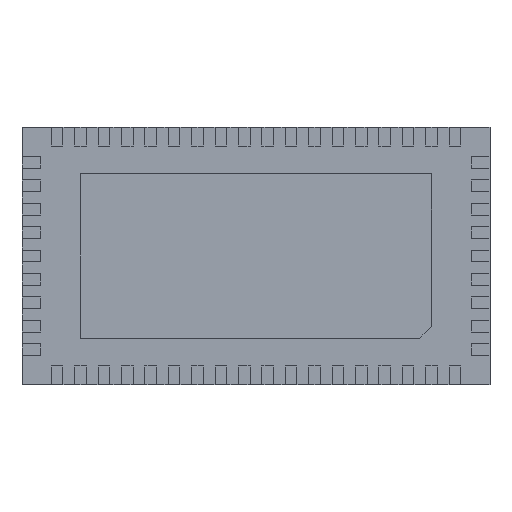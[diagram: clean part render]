
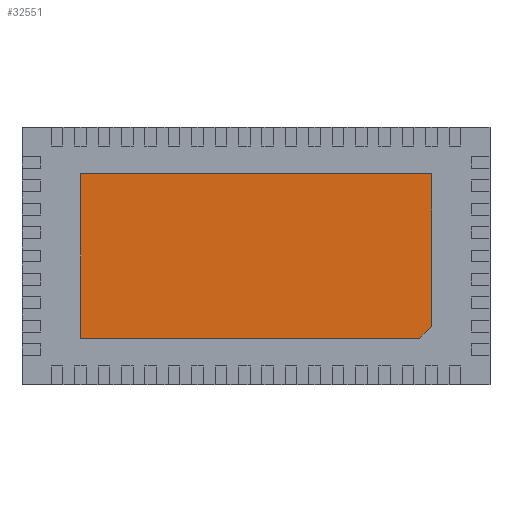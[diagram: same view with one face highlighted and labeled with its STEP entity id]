
A CAD part, front view. The second image highlights one B-rep face of the part: STEP entity #32551.
In plain terms, the highlighted planar face has unit normal (0, -1, 0).
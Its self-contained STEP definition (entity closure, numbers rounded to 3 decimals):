
#32290=DIRECTION('',(0.,0.,-1.));
#32291=VECTOR('',#32290,3.51);
#32292=CARTESIAN_POINT('',(-3.75,0.,1.755));
#32293=LINE('',#32292,#32291);
#32297=DIRECTION('',(-1.,0.,0.));
#32298=VECTOR('',#32297,7.5);
#32299=CARTESIAN_POINT('',(3.75,0.,1.755));
#32300=LINE('',#32299,#32298);
#32304=DIRECTION('',(0.,0.,1.));
#32305=VECTOR('',#32304,3.26);
#32306=CARTESIAN_POINT('',(3.75,0.,-1.505));
#32307=LINE('',#32306,#32305);
#32311=DIRECTION('',(-0.707,0.,-0.707));
#32312=VECTOR('',#32311,0.354);
#32313=CARTESIAN_POINT('',(3.75,0.,-1.505));
#32314=LINE('',#32313,#32312);
#32318=DIRECTION('',(-1.,0.,0.));
#32319=VECTOR('',#32318,7.25);
#32320=CARTESIAN_POINT('',(3.5,0.,-1.755));
#32321=LINE('',#32320,#32319);
#32446=CARTESIAN_POINT('',(-3.75,0.,1.755));
#32447=CARTESIAN_POINT('',(-3.75,0.,-1.755));
#32448=VERTEX_POINT('',#32446);
#32449=VERTEX_POINT('',#32447);
#32450=CARTESIAN_POINT('',(3.5,0.,-1.755));
#32451=VERTEX_POINT('',#32450);
#32452=CARTESIAN_POINT('',(3.75,0.,-1.505));
#32453=VERTEX_POINT('',#32452);
#32454=CARTESIAN_POINT('',(3.75,0.,1.755));
#32455=VERTEX_POINT('',#32454);
#32537=CARTESIAN_POINT('',(0.,0.,0.));
#32538=DIRECTION('',(0.,-1.,0.));
#32539=DIRECTION('',(-1.,0.,0.));
#32540=AXIS2_PLACEMENT_3D('',#32537,#32538,#32539);
#32541=PLANE('',#32540);
#32542=ORIENTED_EDGE('',*,*,#32484,.F.);
#32543=ORIENTED_EDGE('',*,*,#32471,.F.);
#32545=ORIENTED_EDGE('',*,*,#32544,.F.);
#32547=ORIENTED_EDGE('',*,*,#32546,.T.);
#32548=ORIENTED_EDGE('',*,*,#32530,.T.);
#32549=EDGE_LOOP('',(#32542,#32543,#32545,#32547,#32548));
#32550=FACE_OUTER_BOUND('',#32549,.F.);
#32551=ADVANCED_FACE('',(#32550),#32541,.T.);
#32471=EDGE_CURVE('',#32455,#32448,#32300,.T.);
#32484=EDGE_CURVE('',#32448,#32449,#32293,.T.);
#32530=EDGE_CURVE('',#32451,#32449,#32321,.T.);
#32544=EDGE_CURVE('',#32453,#32455,#32307,.T.);
#32546=EDGE_CURVE('',#32453,#32451,#32314,.T.);
